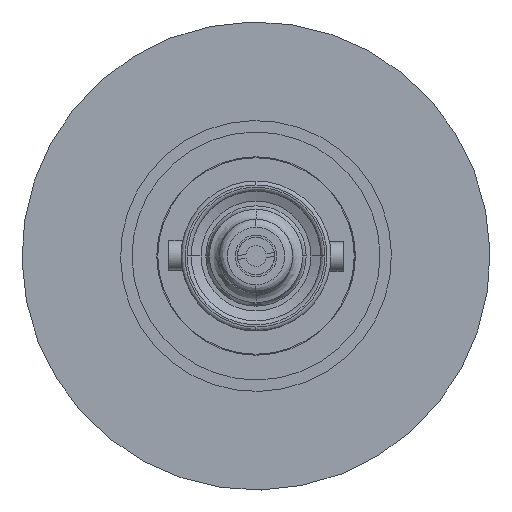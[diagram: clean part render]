
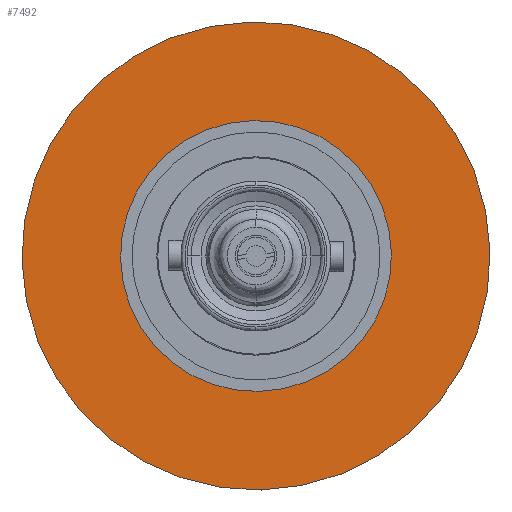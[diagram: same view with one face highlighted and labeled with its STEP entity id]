
A CAD part, front view. The second image highlights one B-rep face of the part: STEP entity #7492.
In plain terms, the highlighted planar face has unit normal (0, -1, 0).
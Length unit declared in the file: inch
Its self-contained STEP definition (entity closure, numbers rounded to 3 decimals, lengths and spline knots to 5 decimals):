
#52 = AXIS2_PLACEMENT_3D ( 'NONE', #1052, #1053, #1054 ) ;
#60 = AXIS2_PLACEMENT_3D ( 'NONE', #5794, #5795, #5796 ) ;
#678 = CARTESIAN_POINT ( 'NONE',  ( -2.33787, 0., 0. ) ) ;
#679 = DIRECTION ( 'NONE',  ( 0., -1., 0. ) ) ;
#680 = DIRECTION ( 'NONE',  ( -0.023, 0., 1. ) ) ;
#704 = CARTESIAN_POINT ( 'NONE',  ( -2.33787, 0., 0. ) ) ;
#705 = DIRECTION ( 'NONE',  ( 0., -1., 0. ) ) ;
#706 = DIRECTION ( 'NONE',  ( -0.023, 0., 1. ) ) ;
#1052 = CARTESIAN_POINT ( 'NONE',  ( -2.33787, 0., 0. ) ) ;
#1053 = DIRECTION ( 'NONE',  ( 0., -1., 0. ) ) ;
#1054 = DIRECTION ( 'NONE',  ( -0.023, 0., 1. ) ) ;
#1721 = ORIENTED_EDGE ( 'NONE', *, *, #2554, .T. ) ;
#1722 = ORIENTED_EDGE ( 'NONE', *, *, #4086, .T. ) ;
#1733 = ORIENTED_EDGE ( 'NONE', *, *, #4094, .F. ) ;
#1734 = ORIENTED_EDGE ( 'NONE', *, *, #2536, .F. ) ;
#2029 = EDGE_LOOP ( 'NONE', ( #1721, #1722 ) ) ;
#2073 = EDGE_LOOP ( 'NONE', ( #1733, #1734 ) ) ;
#2373 = VERTEX_POINT ( 'NONE', #3116 ) ;
#2377 = VERTEX_POINT ( 'NONE', #3120 ) ;
#2397 = VERTEX_POINT ( 'NONE', #3140 ) ;
#2410 = VERTEX_POINT ( 'NONE', #3153 ) ;
#2536 = EDGE_CURVE ( 'NONE', #2373, #2377, #5987, .T. ) ;
#2554 = EDGE_CURVE ( 'NONE', #2397, #2410, #6016, .T. ) ;
#3116 = CARTESIAN_POINT ( 'NONE',  ( -2.33007, 0., -0.34141 ) ) ;
#3120 = CARTESIAN_POINT ( 'NONE',  ( -2.34566, 0., 0.34141 ) ) ;
#3140 = CARTESIAN_POINT ( 'NONE',  ( -2.35134, 0., 0.58985 ) ) ;
#3153 = CARTESIAN_POINT ( 'NONE',  ( -2.3244, 0., -0.58985 ) ) ;
#4086 = EDGE_CURVE ( 'NONE', #2410, #2397, #5191, .T. ) ;
#4094 = EDGE_CURVE ( 'NONE', #2377, #2373, #5201, .T. ) ;
#4283 = FACE_BOUND ( 'NONE', #2073, .T. ) ;
#4300 = FACE_OUTER_BOUND ( 'NONE', #2029, .T. ) ;
#4778 = PLANE ( 'NONE',  #5058 ) ;
#4780 = CARTESIAN_POINT ( 'NONE',  ( -2.92771, 0., -0.01347 ) ) ;
#4785 = DIRECTION ( 'NONE',  ( 0., 1., 0. ) ) ;
#4786 = DIRECTION ( 'NONE',  ( 0.023, 0., -1. ) ) ;
#4919 = AXIS2_PLACEMENT_3D ( 'NONE', #678, #679, #680 ) ;
#4927 = AXIS2_PLACEMENT_3D ( 'NONE', #704, #705, #706 ) ;
#5058 = AXIS2_PLACEMENT_3D ( 'NONE', #4780, #4785, #4786 ) ;
#5191 = CIRCLE ( 'NONE', #4919, 0.59 ) ;
#5201 = CIRCLE ( 'NONE', #4927, 0.3415 ) ;
#5794 = CARTESIAN_POINT ( 'NONE',  ( -2.33787, 0., 0. ) ) ;
#5795 = DIRECTION ( 'NONE',  ( 0., -1., 0. ) ) ;
#5796 = DIRECTION ( 'NONE',  ( -0.023, 0., 1. ) ) ;
#5987 = CIRCLE ( 'NONE', #52, 0.3415 ) ;
#6016 = CIRCLE ( 'NONE', #60, 0.59 ) ;
#7492 = ADVANCED_FACE ( 'NONE', ( #4283, #4300 ), #4778, .F. ) ;
